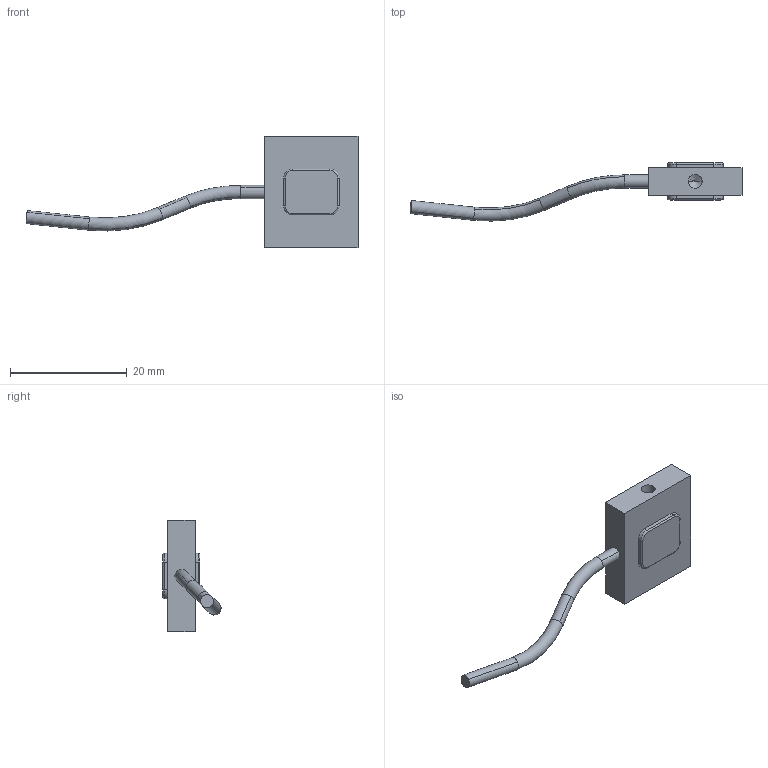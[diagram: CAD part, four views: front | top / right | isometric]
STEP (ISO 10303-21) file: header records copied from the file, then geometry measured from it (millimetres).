
FILE_DESCRIPTION((''),'2;1');
FILE_NAME('LSB210 #4-40 Thread.stp','2010-12-02T16:16:37',(''),(''),'Mechanical Desktop 2008','Mechanical Desktop 2008',', , ');
FILE_SCHEMA(('CONFIG_CONTROL_DESIGN'));
Length unit declared in the file: inch
Products named in the file (4): FI1318; PART1; 26; NEWDWG
Assembly tree (368 placements, depth 3):
  FI1318
    PART1
    26  x330
    NEWDWG  x15
      26
Bounding box: 56.9 x 9.96 x 19.05 mm (x, y, z)
Volume: 1344.2 mm3; surface area: 1642.3 mm2
Topology: 1 solids, 1 shells, 69 faces, 166 edges, 86 vertices
Faces by surface type: cylinder 30, plane 23, torus 12, cone 4
Entity records: 5015 total; most frequent: DIRECTION 1118, CARTESIAN_POINT 686, AXIS2_PLACEMENT_3D 518, PRODUCT_DEFINITION_SHAPE 372, ITEM_DEFINED_TRANSFORMATION 368, NEXT_ASSEMBLY_USAGE_OCCURRENCE 368, CONTEXT_DEPENDENT_SHAPE_REPRESENTATION 368, ORIENTED_EDGE 324
